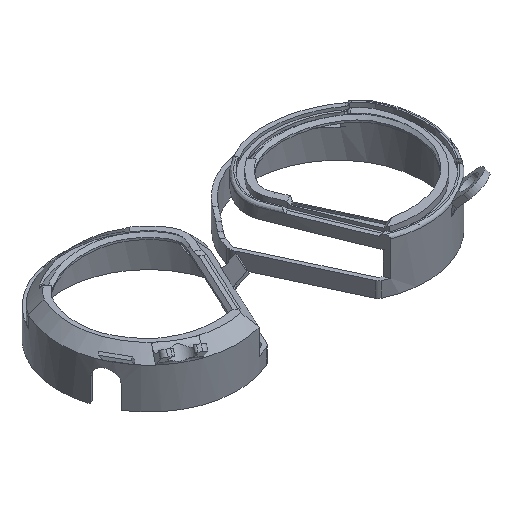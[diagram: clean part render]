
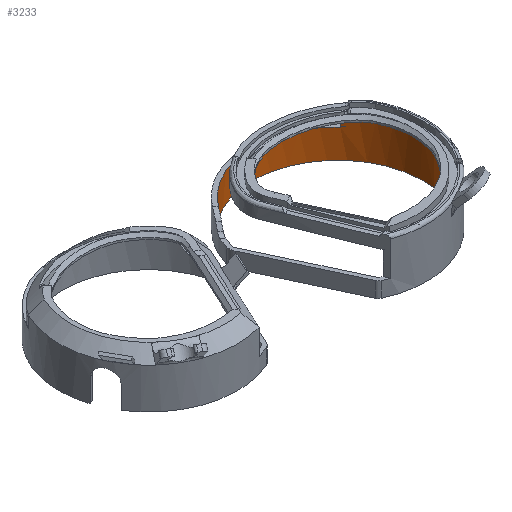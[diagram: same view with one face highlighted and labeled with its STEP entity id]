
A CAD part, isometric view. The second image highlights one B-rep face of the part: STEP entity #3233.
In plain terms, the highlighted cylindrical face has radius 29.35 mm (diameter 58.7 mm), a partial arc.
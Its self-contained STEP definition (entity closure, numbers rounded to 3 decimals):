
#178=B_SPLINE_CURVE_WITH_KNOTS('',3,(#8216,#8217,#8218,#8219),
 .UNSPECIFIED.,.F.,.F.,(4,4),(0.76,0.804),
 .UNSPECIFIED.);
#218=B_SPLINE_CURVE_WITH_KNOTS('',3,(#10265,#10266,#10267,#10268,#10269,
#10270,#10271,#10272),.UNSPECIFIED.,.F.,.F.,(4,2,2,4),(1.833,
1.89,2.081,2.266),.UNSPECIFIED.);
#219=B_SPLINE_CURVE_WITH_KNOTS('',3,(#10283,#10284,#10285,#10286,#10287,
#10288,#10289,#10290),.UNSPECIFIED.,.F.,.F.,(4,2,2,4),(0.932,
1.01,1.088,1.112),.UNSPECIFIED.);
#461=FACE_OUTER_BOUND('',#638,.T.);
#638=EDGE_LOOP('',(#2933,#2934,#2935,#2936,#2937,#2938,#2939,#2940,#2941,
#2942,#2943));
#730=CIRCLE('',#3468,29.35);
#732=CIRCLE('',#3471,29.35);
#736=CIRCLE('',#3477,29.35);
#737=CIRCLE('',#3479,29.35);
#759=ELLIPSE('',#3480,47.366,29.35);
#921=LINE('',#8365,#1158);
#972=LINE('',#10280,#1209);
#973=LINE('',#10291,#1210);
#1158=VECTOR('',#4012,10.);
#1209=VECTOR('',#4139,10.);
#1210=VECTOR('',#4142,10.);
#1479=VERTEX_POINT('',#8192);
#1480=VERTEX_POINT('',#8215);
#1485=VERTEX_POINT('',#8342);
#1525=VERTEX_POINT('',#9116);
#1526=VERTEX_POINT('',#9118);
#1527=VERTEX_POINT('',#9123);
#1541=VERTEX_POINT('',#10262);
#1542=VERTEX_POINT('',#10264);
#1543=VERTEX_POINT('',#10277);
#1544=VERTEX_POINT('',#10278);
#1545=VERTEX_POINT('',#10281);
#1915=EDGE_CURVE('',#1479,#1480,#178,.T.);
#1923=EDGE_CURVE('',#1479,#1485,#921,.T.);
#1992=EDGE_CURVE('',#1525,#1526,#730,.T.);
#1995=EDGE_CURVE('',#1527,#1480,#732,.T.);
#2017=EDGE_CURVE('',#1541,#1542,#218,.T.);
#2019=EDGE_CURVE('',#1485,#1542,#736,.T.);
#2020=EDGE_CURVE('',#1543,#1544,#737,.T.);
#2021=EDGE_CURVE('',#1543,#1527,#972,.T.);
#2022=EDGE_CURVE('',#1545,#1541,#759,.T.);
#2023=EDGE_CURVE('',#1526,#1545,#219,.T.);
#2024=EDGE_CURVE('',#1544,#1525,#973,.T.);
#2933=ORIENTED_EDGE('',*,*,#2020,.F.);
#2934=ORIENTED_EDGE('',*,*,#2021,.T.);
#2935=ORIENTED_EDGE('',*,*,#1995,.T.);
#2936=ORIENTED_EDGE('',*,*,#1915,.F.);
#2937=ORIENTED_EDGE('',*,*,#1923,.T.);
#2938=ORIENTED_EDGE('',*,*,#2019,.T.);
#2939=ORIENTED_EDGE('',*,*,#2017,.F.);
#2940=ORIENTED_EDGE('',*,*,#2022,.F.);
#2941=ORIENTED_EDGE('',*,*,#2023,.F.);
#2942=ORIENTED_EDGE('',*,*,#1992,.F.);
#2943=ORIENTED_EDGE('',*,*,#2024,.F.);
#3078=CYLINDRICAL_SURFACE('',#3478,29.35);
#3233=ADVANCED_FACE('',(#461),#3078,.F.);
#3468=AXIS2_PLACEMENT_3D('',#9119,#4104,#4105);
#3471=AXIS2_PLACEMENT_3D('',#9124,#4111,#4112);
#3477=AXIS2_PLACEMENT_3D('',#10275,#4133,#4134);
#3478=AXIS2_PLACEMENT_3D('',#10276,#4135,#4136);
#3479=AXIS2_PLACEMENT_3D('',#10279,#4137,#4138);
#3480=AXIS2_PLACEMENT_3D('',#10282,#4140,#4141);
#4012=DIRECTION('',(0.,0.,-1.));
#4104=DIRECTION('center_axis',(0.,0.,-1.));
#4105=DIRECTION('ref_axis',(-0.967,0.253,0.));
#4111=DIRECTION('center_axis',(0.,0.,1.));
#4112=DIRECTION('ref_axis',(-0.967,0.253,0.));
#4133=DIRECTION('center_axis',(0.,0.,1.));
#4134=DIRECTION('ref_axis',(-0.967,0.253,0.));
#4135=DIRECTION('center_axis',(0.,0.,1.));
#4136=DIRECTION('ref_axis',(0.275,0.962,0.));
#4137=DIRECTION('center_axis',(0.,0.,1.));
#4138=DIRECTION('ref_axis',(-0.967,0.253,0.));
#4139=DIRECTION('',(0.,0.,1.));
#4140=DIRECTION('center_axis',(0.525,0.584,-0.62));
#4141=DIRECTION('ref_axis',(-0.414,-0.461,-0.785));
#4142=DIRECTION('',(0.,0.,1.));
#8192=CARTESIAN_POINT('',(0.288,18.567,12.9));
#8215=CARTESIAN_POINT('',(0.288,18.567,13.34));
#8216=CARTESIAN_POINT('Ctrl Pts',(0.288,18.567,12.9));
#8217=CARTESIAN_POINT('Ctrl Pts',(0.288,18.567,13.047));
#8218=CARTESIAN_POINT('Ctrl Pts',(0.288,18.567,13.193));
#8219=CARTESIAN_POINT('Ctrl Pts',(0.288,18.567,13.34));
#8342=CARTESIAN_POINT('',(0.288,18.567,9.9));
#8365=CARTESIAN_POINT('',(0.288,18.567,12.9));
#9116=CARTESIAN_POINT('',(-49.29,5.681,5.3));
#9118=CARTESIAN_POINT('',(-47.884,9.786,5.3));
#9119=CARTESIAN_POINT('Origin',(-20.895,-1.747,5.3));
#9123=CARTESIAN_POINT('',(7.136,-10.445,13.34));
#9124=CARTESIAN_POINT('Origin',(-20.895,-1.747,13.34));
#10262=CARTESIAN_POINT('',(-46.459,12.672,7.999));
#10264=CARTESIAN_POINT('',(-44.312,15.946,9.9));
#10265=CARTESIAN_POINT('Ctrl Pts',(-46.459,12.672,7.999));
#10266=CARTESIAN_POINT('Ctrl Pts',(-46.398,12.78,8.151));
#10267=CARTESIAN_POINT('Ctrl Pts',(-46.333,12.894,8.295));
#10268=CARTESIAN_POINT('Ctrl Pts',(-46.037,13.402,8.874));
#10269=CARTESIAN_POINT('Ctrl Pts',(-45.74,13.89,9.26));
#10270=CARTESIAN_POINT('Ctrl Pts',(-45.063,14.916,9.766));
#10271=CARTESIAN_POINT('Ctrl Pts',(-44.685,15.452,9.893));
#10272=CARTESIAN_POINT('Ctrl Pts',(-44.312,15.946,9.9));
#10275=CARTESIAN_POINT('Origin',(-20.895,-1.747,9.9));
#10276=CARTESIAN_POINT('Origin',(-20.895,-1.747,0.));
#10277=CARTESIAN_POINT('',(7.136,-10.445,0.));
#10278=CARTESIAN_POINT('',(-49.29,5.681,0.));
#10279=CARTESIAN_POINT('Origin',(-20.895,-1.747,0.));
#10280=CARTESIAN_POINT('',(7.136,-10.445,0.));
#10281=CARTESIAN_POINT('',(-47.196,11.278,6.061));
#10282=CARTESIAN_POINT('Origin',(-20.895,-1.747,16.069));
#10283=CARTESIAN_POINT('Ctrl Pts',(-47.884,9.786,5.3));
#10284=CARTESIAN_POINT('Ctrl Pts',(-47.782,10.026,5.3));
#10285=CARTESIAN_POINT('Ctrl Pts',(-47.668,10.281,5.349));
#10286=CARTESIAN_POINT('Ctrl Pts',(-47.453,10.75,5.551));
#10287=CARTESIAN_POINT('Ctrl Pts',(-47.35,10.964,5.705));
#10288=CARTESIAN_POINT('Ctrl Pts',(-47.243,11.184,5.94));
#10289=CARTESIAN_POINT('Ctrl Pts',(-47.219,11.232,5.998));
#10290=CARTESIAN_POINT('Ctrl Pts',(-47.196,11.278,6.061));
#10291=CARTESIAN_POINT('',(-49.29,5.681,0.));
